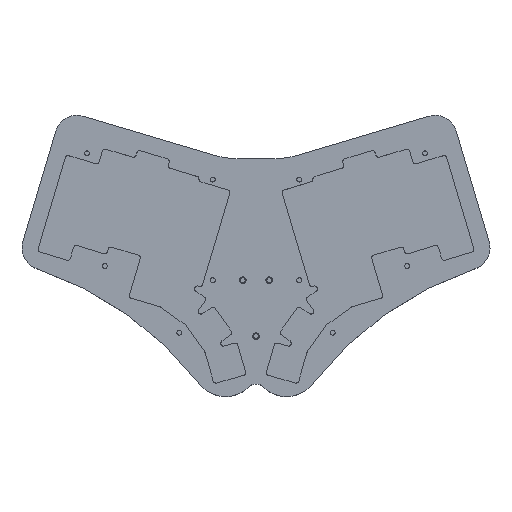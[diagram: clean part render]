
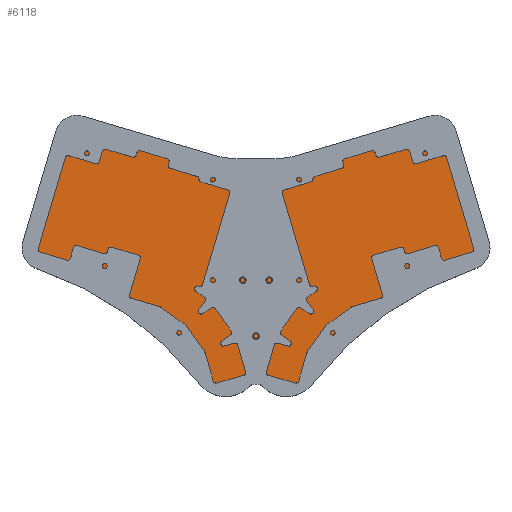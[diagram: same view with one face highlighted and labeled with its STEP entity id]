
A CAD part, top view. The second image highlights one B-rep face of the part: STEP entity #6118.
In plain terms, the highlighted planar face has unit normal (0, 0, 1).
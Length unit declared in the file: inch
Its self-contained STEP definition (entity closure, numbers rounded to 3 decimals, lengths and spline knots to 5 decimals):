
#113=PLANE('',#6698);
#494=LINE('',#10037,#1020);
#498=LINE('',#10049,#1024);
#502=LINE('',#10061,#1028);
#512=LINE('',#10109,#1038);
#516=LINE('',#10120,#1042);
#1020=VECTOR('',#8145,0.3937);
#1024=VECTOR('',#8157,0.3937);
#1028=VECTOR('',#8169,0.3937);
#1038=VECTOR('',#8223,0.3937);
#1042=VECTOR('',#8235,0.3937);
#1491=FACE_OUTER_BOUND('',#1863,.T.);
#1863=EDGE_LOOP('',(#5118,#5119,#5120,#5121,#5122,#5123,#5124,#5125,#5126,
#5127,#5128,#5129,#5130,#5131,#5132,#5133));
#2216=CIRCLE('',#6660,2.);
#2218=CIRCLE('',#6664,2.);
#2220=CIRCLE('',#6668,0.5);
#2222=CIRCLE('',#6672,0.5);
#2224=CIRCLE('',#6675,7.58754);
#2226=CIRCLE('',#6678,0.75);
#2228=CIRCLE('',#6681,0.21611);
#2230=CIRCLE('',#6684,0.75);
#2232=CIRCLE('',#6687,7.58754);
#2234=CIRCLE('',#6690,0.5);
#2236=CIRCLE('',#6694,0.5);
#2758=VERTEX_POINT('',#10027);
#2759=VERTEX_POINT('',#10028);
#2762=VERTEX_POINT('',#10036);
#2764=VERTEX_POINT('',#10042);
#2766=VERTEX_POINT('',#10048);
#2768=VERTEX_POINT('',#10054);
#2770=VERTEX_POINT('',#10060);
#2772=VERTEX_POINT('',#10066);
#2774=VERTEX_POINT('',#10072);
#2776=VERTEX_POINT('',#10078);
#2778=VERTEX_POINT('',#10084);
#2780=VERTEX_POINT('',#10090);
#2782=VERTEX_POINT('',#10096);
#2784=VERTEX_POINT('',#10102);
#2786=VERTEX_POINT('',#10108);
#2788=VERTEX_POINT('',#10114);
#3558=EDGE_CURVE('',#2758,#2759,#2216,.T.);
#3562=EDGE_CURVE('',#2762,#2758,#494,.T.);
#3565=EDGE_CURVE('',#2764,#2762,#2218,.T.);
#3568=EDGE_CURVE('',#2766,#2764,#498,.T.);
#3571=EDGE_CURVE('',#2768,#2766,#2220,.T.);
#3574=EDGE_CURVE('',#2770,#2768,#502,.T.);
#3577=EDGE_CURVE('',#2772,#2770,#2222,.T.);
#3580=EDGE_CURVE('',#2774,#2772,#2224,.T.);
#3583=EDGE_CURVE('',#2776,#2774,#2226,.T.);
#3586=EDGE_CURVE('',#2778,#2776,#2228,.T.);
#3589=EDGE_CURVE('',#2780,#2778,#2230,.T.);
#3592=EDGE_CURVE('',#2782,#2780,#2232,.T.);
#3595=EDGE_CURVE('',#2784,#2782,#2234,.T.);
#3598=EDGE_CURVE('',#2786,#2784,#512,.T.);
#3601=EDGE_CURVE('',#2788,#2786,#2236,.T.);
#3604=EDGE_CURVE('',#2759,#2788,#516,.T.);
#5118=ORIENTED_EDGE('',*,*,#3604,.F.);
#5119=ORIENTED_EDGE('',*,*,#3558,.F.);
#5120=ORIENTED_EDGE('',*,*,#3562,.F.);
#5121=ORIENTED_EDGE('',*,*,#3565,.F.);
#5122=ORIENTED_EDGE('',*,*,#3568,.F.);
#5123=ORIENTED_EDGE('',*,*,#3571,.F.);
#5124=ORIENTED_EDGE('',*,*,#3574,.F.);
#5125=ORIENTED_EDGE('',*,*,#3577,.F.);
#5126=ORIENTED_EDGE('',*,*,#3580,.F.);
#5127=ORIENTED_EDGE('',*,*,#3583,.F.);
#5128=ORIENTED_EDGE('',*,*,#3586,.F.);
#5129=ORIENTED_EDGE('',*,*,#3589,.F.);
#5130=ORIENTED_EDGE('',*,*,#3592,.F.);
#5131=ORIENTED_EDGE('',*,*,#3595,.F.);
#5132=ORIENTED_EDGE('',*,*,#3598,.F.);
#5133=ORIENTED_EDGE('',*,*,#3601,.F.);
#6118=ADVANCED_FACE('',(#1491),#113,.F.);
#6660=AXIS2_PLACEMENT_3D('',#10029,#8137,#8138);
#6664=AXIS2_PLACEMENT_3D('',#10043,#8150,#8151);
#6668=AXIS2_PLACEMENT_3D('',#10055,#8162,#8163);
#6672=AXIS2_PLACEMENT_3D('',#10067,#8174,#8175);
#6675=AXIS2_PLACEMENT_3D('',#10073,#8181,#8182);
#6678=AXIS2_PLACEMENT_3D('',#10079,#8188,#8189);
#6681=AXIS2_PLACEMENT_3D('',#10085,#8195,#8196);
#6684=AXIS2_PLACEMENT_3D('',#10091,#8202,#8203);
#6687=AXIS2_PLACEMENT_3D('',#10097,#8209,#8210);
#6690=AXIS2_PLACEMENT_3D('',#10103,#8216,#8217);
#6694=AXIS2_PLACEMENT_3D('',#10115,#8228,#8229);
#6698=AXIS2_PLACEMENT_3D('',#10123,#8239,#8240);
#8137=DIRECTION('center_axis',(0.,0.,
1.));
#8138=DIRECTION('ref_axis',(0.285,-0.958,0.));
#8145=DIRECTION('',(1.,0.,0.));
#8150=DIRECTION('center_axis',(0.,0.,
1.));
#8151=DIRECTION('ref_axis',(0.,-1.,0.));
#8157=DIRECTION('',(0.958,-0.285,0.));
#8162=DIRECTION('center_axis',(0.,0.,
-1.));
#8163=DIRECTION('ref_axis',(-0.958,0.285,0.));
#8169=DIRECTION('',(0.285,0.958,0.));
#8174=DIRECTION('center_axis',(0.,0.,
-1.));
#8175=DIRECTION('ref_axis',(-0.315,-0.949,0.));
#8181=DIRECTION('center_axis',(0.,0.,
1.));
#8182=DIRECTION('ref_axis',(0.315,0.949,0.));
#8188=DIRECTION('center_axis',(0.,0.,
-1.));
#8189=DIRECTION('ref_axis',(0.705,-0.71,0.));
#8195=DIRECTION('center_axis',(0.,0.,
1.));
#8196=DIRECTION('ref_axis',(-0.705,0.71,0.));
#8202=DIRECTION('center_axis',(0.,0.,
-1.));
#8203=DIRECTION('ref_axis',(0.791,-0.612,0.));
#8209=DIRECTION('center_axis',(0.,0.,
1.));
#8210=DIRECTION('ref_axis',(-0.791,0.612,0.));
#8216=DIRECTION('center_axis',(0.,0.,
-1.));
#8217=DIRECTION('ref_axis',(0.958,0.285,0.));
#8223=DIRECTION('',(0.285,-0.958,0.));
#8228=DIRECTION('center_axis',(0.,0.,
-1.));
#8229=DIRECTION('ref_axis',(-0.285,0.958,0.));
#8235=DIRECTION('',(0.958,0.285,0.));
#8239=DIRECTION('center_axis',(0.,0.,
-1.));
#8240=DIRECTION('ref_axis',(1.,0.,0.));
#10027=CARTESIAN_POINT('',(0.375,4.97669,-0.295));
#10028=CARTESIAN_POINT('',(0.94576,5.05986,-0.295));
#10029=CARTESIAN_POINT('Origin',(0.375,6.97669,-0.295));
#10036=CARTESIAN_POINT('',(-0.375,4.97669,-0.295));
#10037=CARTESIAN_POINT('',(0.375,4.97669,-0.295));
#10042=CARTESIAN_POINT('',(-0.94576,5.05986,-0.295));
#10043=CARTESIAN_POINT('Origin',(-0.375,6.97669,-0.295));
#10048=CARTESIAN_POINT('',(-3.85608,5.92644,-0.295));
#10049=CARTESIAN_POINT('',(-3.85608,5.92644,-0.295));
#10054=CARTESIAN_POINT('',(-4.47798,5.58993,-0.295));
#10055=CARTESIAN_POINT('Origin',(-3.99877,5.44724,-0.295));
#10060=CARTESIAN_POINT('',(-5.21036,3.13029,-0.295));
#10061=CARTESIAN_POINT('',(-5.21036,3.13029,-0.295));
#10066=CARTESIAN_POINT('',(-4.88859,2.51303,-0.295));
#10067=CARTESIAN_POINT('Origin',(-4.73116,2.9876,-0.295));
#10072=CARTESIAN_POINT('',(-1.27414,-0.04871,-0.295));
#10073=CARTESIAN_POINT('Origin',(-7.27768,-4.68857,-0.295));
#10078=CARTESIAN_POINT('',(-0.15227,-0.12228,-0.295));
#10079=CARTESIAN_POINT('Origin',(-0.68071,0.40993,-0.295));
#10084=CARTESIAN_POINT('',(0.15227,-0.12228,-0.295));
#10085=CARTESIAN_POINT('Origin',(0.,-0.27564,
-0.295));
#10090=CARTESIAN_POINT('',(1.27414,-0.04871,-0.295));
#10091=CARTESIAN_POINT('Origin',(0.68071,0.40993,-0.295));
#10096=CARTESIAN_POINT('',(4.88859,2.51303,-0.295));
#10097=CARTESIAN_POINT('Origin',(7.27768,-4.68857,-0.295));
#10102=CARTESIAN_POINT('',(5.21036,3.13029,-0.295));
#10103=CARTESIAN_POINT('Origin',(4.73116,2.9876,-0.295));
#10108=CARTESIAN_POINT('',(4.47798,5.58993,-0.295));
#10109=CARTESIAN_POINT('',(4.47798,5.58993,-0.295));
#10114=CARTESIAN_POINT('',(3.85608,5.92644,-0.295));
#10115=CARTESIAN_POINT('Origin',(3.99877,5.44724,-0.295));
#10120=CARTESIAN_POINT('',(0.94576,5.05986,-0.295));
#10123=CARTESIAN_POINT('Origin',(0.,2.80358,
-0.295));
